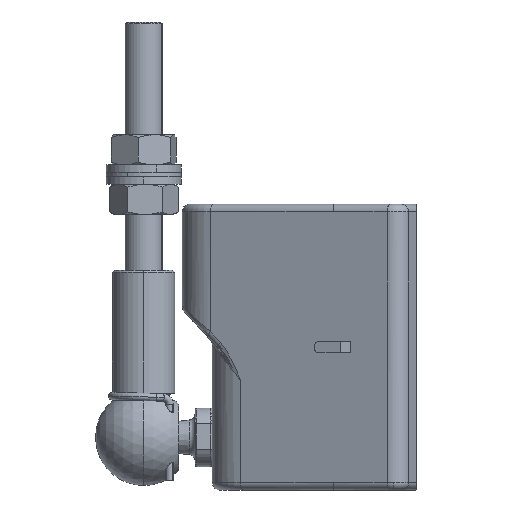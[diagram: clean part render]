
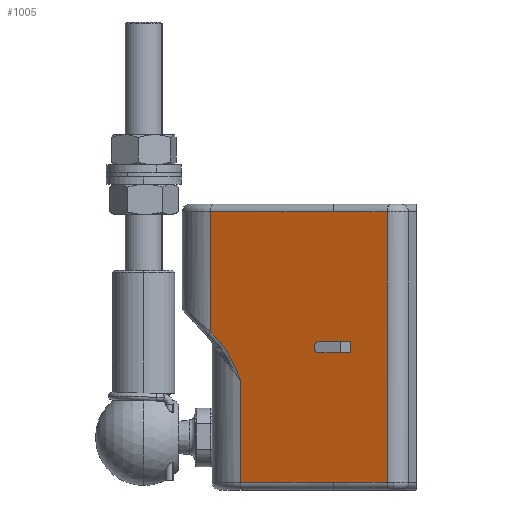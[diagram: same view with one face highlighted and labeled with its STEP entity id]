
A CAD part, left-side view. The second image highlights one B-rep face of the part: STEP entity #1005.
In plain terms, the highlighted planar face has unit normal (-0.927, 0.375, 0).
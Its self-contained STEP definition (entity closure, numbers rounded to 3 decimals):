
#99 = DIRECTION ( 'NONE',  ( -0.265, -0.657, -0.706 ) ) ;
#124 = LINE ( 'NONE', #4814, #2546 ) ;
#142 = ORIENTED_EDGE ( 'NONE', *, *, #12126, .T. ) ;
#151 = FACE_OUTER_BOUND ( 'NONE', #7627, .T. ) ;
#201 = EDGE_CURVE ( 'NONE', #8165, #1997, #9601, .T. ) ;
#588 = CARTESIAN_POINT ( 'NONE',  ( -25.63, 12.797, -22.28 ) ) ;
#670 = CARTESIAN_POINT ( 'NONE',  ( -30.099, 1.735, -19.75 ) ) ;
#768 = LINE ( 'NONE', #12071, #6750 ) ;
#857 = ORIENTED_EDGE ( 'NONE', *, *, #4448, .T. ) ;
#958 = VECTOR ( 'NONE', #5220, 1000. ) ;
#1005 = ADVANCED_FACE ( 'NONE', ( #151, #12326 ), #12256, .T. ) ;
#1033 = VERTEX_POINT ( 'NONE', #6636 ) ;
#1094 = CARTESIAN_POINT ( 'NONE',  ( -31.71, -2.252, -18.25 ) ) ;
#1114 = CARTESIAN_POINT ( 'NONE',  ( -24.721, 15.046, -18.368 ) ) ;
#1146 = ORIENTED_EDGE ( 'NONE', *, *, #1748, .F. ) ;
#1249 = CARTESIAN_POINT ( 'NONE',  ( -24.195, 16.348, -1. ) ) ;
#1276 = EDGE_CURVE ( 'NONE', #10037, #10239, #3531, .T. ) ;
#1601 = CARTESIAN_POINT ( 'NONE',  ( -25.436, 13.277, -21.176 ) ) ;
#1674 = VERTEX_POINT ( 'NONE', #11558 ) ;
#1704 = ORIENTED_EDGE ( 'NONE', *, *, #9845, .T. ) ;
#1713 = DIRECTION ( 'NONE',  ( 0., 0., -1. ) ) ;
#1748 = EDGE_CURVE ( 'NONE', #11756, #1674, #5588, .T. ) ;
#1778 = EDGE_CURVE ( 'NONE', #8674, #9624, #5369, .T. ) ;
#1963 = CARTESIAN_POINT ( 'NONE',  ( -30.8, 0., -1. ) ) ;
#1997 = VERTEX_POINT ( 'NONE', #1114 ) ;
#2184 = EDGE_CURVE ( 'NONE', #1033, #6807, #6441, .T. ) ;
#2190 = DIRECTION ( 'NONE',  ( 0., 0., 1. ) ) ;
#2293 = VECTOR ( 'NONE', #7078, 1000. ) ;
#2410 = ORIENTED_EDGE ( 'NONE', *, *, #2758, .T. ) ;
#2546 = VECTOR ( 'NONE', #11555, 1000. ) ;
#2586 = CARTESIAN_POINT ( 'NONE',  ( -30.8, 0., -37. ) ) ;
#2758 = EDGE_CURVE ( 'NONE', #9743, #1033, #8323, .T. ) ;
#2918 = LINE ( 'NONE', #7792, #6083 ) ;
#3363 = VERTEX_POINT ( 'NONE', #1249 ) ;
#3409 = CARTESIAN_POINT ( 'NONE',  ( -24.851, 14.723, -18.715 ) ) ;
#3531 = CIRCLE ( 'NONE', #3921, 0.7 ) ;
#3539 = CARTESIAN_POINT ( 'NONE',  ( -25.74, 12.524, -22.95 ) ) ;
#3620 = CARTESIAN_POINT ( 'NONE',  ( -24.195, 16.348, -16.968 ) ) ;
#3717 = CARTESIAN_POINT ( 'NONE',  ( -30.8, 0., -37. ) ) ;
#3791 = EDGE_CURVE ( 'NONE', #1674, #10037, #2918, .T. ) ;
#3883 = DIRECTION ( 'NONE',  ( 0.375, 0.927, 0. ) ) ;
#3921 = AXIS2_PLACEMENT_3D ( 'NONE', #11831, #10078, #11897 ) ;
#3970 = DIRECTION ( 'NONE',  ( -0.927, 0.375, 0. ) ) ;
#3986 = CARTESIAN_POINT ( 'NONE',  ( -31.448, -1.603, -36.265 ) ) ;
#4077 = VECTOR ( 'NONE', #10334, 1000. ) ;
#4277 = VERTEX_POINT ( 'NONE', #9201 ) ;
#4347 = CARTESIAN_POINT ( 'NONE',  ( -30.099, 1.735, -18.25 ) ) ;
#4448 = EDGE_CURVE ( 'NONE', #6807, #12103, #7458, .T. ) ;
#4527 = VERTEX_POINT ( 'NONE', #5584 ) ;
#4586 = CARTESIAN_POINT ( 'NONE',  ( -29.837, 2.384, -19.05 ) ) ;
#4799 = ORIENTED_EDGE ( 'NONE', *, *, #7490, .T. ) ;
#4801 = EDGE_LOOP ( 'NONE', ( #11611, #8321, #6328, #10701, #8605, #1146 ) ) ;
#4814 = CARTESIAN_POINT ( 'NONE',  ( -30.8, 0., -1. ) ) ;
#4824 = LINE ( 'NONE', #1963, #6105 ) ;
#5220 = DIRECTION ( 'NONE',  ( 0.375, 0.927, 0. ) ) ;
#5369 = LINE ( 'NONE', #11930, #11176 ) ;
#5584 = CARTESIAN_POINT ( 'NONE',  ( -30.8, 0., -1. ) ) ;
#5588 = CIRCLE ( 'NONE', #7389, 0.7 ) ;
#5734 = ORIENTED_EDGE ( 'NONE', *, *, #8537, .T. ) ;
#5827 = DIRECTION ( 'NONE',  ( 0., 0., 1. ) ) ;
#5878 = EDGE_CURVE ( 'NONE', #4527, #3363, #4824, .T. ) ;
#5910 = B_SPLINE_CURVE_WITH_KNOTS ( 'NONE', 3,
 ( #6336, #3409, #9340, #7214, #10081, #1601, #7162, #588, #11080, #3539, #9156, #11017 ),
 .UNSPECIFIED., .F., .F.,
 ( 4, 2, 2, 2, 2, 4 ),
 ( 0., 0.001, 0.003, 0.004, 0.005, 0.006 ),
 .UNSPECIFIED. ) ;
#6083 = VECTOR ( 'NONE', #11591, 1000. ) ;
#6105 = VECTOR ( 'NONE', #3883, 1000. ) ;
#6128 = DIRECTION ( 'NONE',  ( 0., 0., 1. ) ) ;
#6264 = CARTESIAN_POINT ( 'NONE',  ( -30.8, 0., -37. ) ) ;
#6328 = ORIENTED_EDGE ( 'NONE', *, *, #9679, .F. ) ;
#6336 = CARTESIAN_POINT ( 'NONE',  ( -24.721, 15.046, -18.368 ) ) ;
#6391 = DIRECTION ( 'NONE',  ( -0.375, -0.927, 0. ) ) ;
#6441 = LINE ( 'NONE', #6264, #8279 ) ;
#6636 = CARTESIAN_POINT ( 'NONE',  ( -25.811, 12.348, -37. ) ) ;
#6687 = VECTOR ( 'NONE', #9725, 1000. ) ;
#6750 = VECTOR ( 'NONE', #1713, 1000. ) ;
#6807 = VERTEX_POINT ( 'NONE', #2586 ) ;
#6911 = CARTESIAN_POINT ( 'NONE',  ( -25.811, 12.348, -23.399 ) ) ;
#6927 = LINE ( 'NONE', #10732, #9288 ) ;
#7078 = DIRECTION ( 'NONE',  ( 0., 0., -1. ) ) ;
#7162 = CARTESIAN_POINT ( 'NONE',  ( -25.515, 13.08, -21.614 ) ) ;
#7214 = CARTESIAN_POINT ( 'NONE',  ( -25.17, 13.935, -19.895 ) ) ;
#7389 = AXIS2_PLACEMENT_3D ( 'NONE', #9004, #10116, #8948 ) ;
#7458 = LINE ( 'NONE', #3717, #4077 ) ;
#7490 = EDGE_CURVE ( 'NONE', #4277, #4527, #124, .T. ) ;
#7498 = AXIS2_PLACEMENT_3D ( 'NONE', #7711, #3970, #5827 ) ;
#7541 = ORIENTED_EDGE ( 'NONE', *, *, #2184, .T. ) ;
#7627 = EDGE_LOOP ( 'NONE', ( #4799, #10017, #142, #11998, #1704, #2410, #7541, #857, #5734 ) ) ;
#7711 = CARTESIAN_POINT ( 'NONE',  ( -30.8, 0., -38. ) ) ;
#7792 = CARTESIAN_POINT ( 'NONE',  ( -29.837, 2.384, -19.05 ) ) ;
#8116 = CARTESIAN_POINT ( 'NONE',  ( -30.099, 1.735, -18.25 ) ) ;
#8151 = CARTESIAN_POINT ( 'NONE',  ( -33.695, -7.166, -37. ) ) ;
#8165 = VERTEX_POINT ( 'NONE', #3620 ) ;
#8279 = VECTOR ( 'NONE', #6391, 1000. ) ;
#8321 = ORIENTED_EDGE ( 'NONE', *, *, #1778, .F. ) ;
#8323 = LINE ( 'NONE', #12130, #2293 ) ;
#8537 = EDGE_CURVE ( 'NONE', #12103, #4277, #6927, .T. ) ;
#8605 = ORIENTED_EDGE ( 'NONE', *, *, #3791, .F. ) ;
#8674 = VERTEX_POINT ( 'NONE', #11568 ) ;
#8948 = DIRECTION ( 'NONE',  ( -0.375, -0.927, 0. ) ) ;
#9004 = CARTESIAN_POINT ( 'NONE',  ( -30.099, 1.735, -18.95 ) ) ;
#9029 = LINE ( 'NONE', #4347, #958 ) ;
#9156 = CARTESIAN_POINT ( 'NONE',  ( -25.776, 12.435, -23.176 ) ) ;
#9201 = CARTESIAN_POINT ( 'NONE',  ( -33.695, -7.166, -1. ) ) ;
#9288 = VECTOR ( 'NONE', #2190, 1000. ) ;
#9340 = CARTESIAN_POINT ( 'NONE',  ( -24.964, 14.444, -19.095 ) ) ;
#9601 = LINE ( 'NONE', #3986, #10260 ) ;
#9624 = VERTEX_POINT ( 'NONE', #1094 ) ;
#9679 = EDGE_CURVE ( 'NONE', #10239, #8674, #11587, .T. ) ;
#9725 = DIRECTION ( 'NONE',  ( -0.375, -0.927, 0. ) ) ;
#9743 = VERTEX_POINT ( 'NONE', #6911 ) ;
#9839 = CARTESIAN_POINT ( 'NONE',  ( -30.099, 1.735, -19.75 ) ) ;
#9845 = EDGE_CURVE ( 'NONE', #1997, #9743, #5910, .T. ) ;
#10017 = ORIENTED_EDGE ( 'NONE', *, *, #5878, .T. ) ;
#10037 = VERTEX_POINT ( 'NONE', #4586 ) ;
#10078 = DIRECTION ( 'NONE',  ( -0.927, 0.375, 0. ) ) ;
#10081 = CARTESIAN_POINT ( 'NONE',  ( -25.263, 13.705, -20.315 ) ) ;
#10116 = DIRECTION ( 'NONE',  ( -0.927, 0.375, 0. ) ) ;
#10239 = VERTEX_POINT ( 'NONE', #670 ) ;
#10260 = VECTOR ( 'NONE', #99, 1000. ) ;
#10334 = DIRECTION ( 'NONE',  ( -0.375, -0.927, 0. ) ) ;
#10701 = ORIENTED_EDGE ( 'NONE', *, *, #1276, .F. ) ;
#10732 = CARTESIAN_POINT ( 'NONE',  ( -33.695, -7.166, -76.525 ) ) ;
#11017 = CARTESIAN_POINT ( 'NONE',  ( -25.811, 12.348, -23.399 ) ) ;
#11080 = CARTESIAN_POINT ( 'NONE',  ( -25.667, 12.705, -22.503 ) ) ;
#11176 = VECTOR ( 'NONE', #6128, 1000. ) ;
#11555 = DIRECTION ( 'NONE',  ( 0.375, 0.927, 0. ) ) ;
#11558 = CARTESIAN_POINT ( 'NONE',  ( -29.837, 2.384, -18.95 ) ) ;
#11568 = CARTESIAN_POINT ( 'NONE',  ( -31.71, -2.252, -19.75 ) ) ;
#11587 = LINE ( 'NONE', #9839, #6687 ) ;
#11591 = DIRECTION ( 'NONE',  ( 0., 0., -1. ) ) ;
#11611 = ORIENTED_EDGE ( 'NONE', *, *, #12047, .F. ) ;
#11756 = VERTEX_POINT ( 'NONE', #8116 ) ;
#11831 = CARTESIAN_POINT ( 'NONE',  ( -30.099, 1.735, -19.05 ) ) ;
#11897 = DIRECTION ( 'NONE',  ( 0.375, 0.927, 0. ) ) ;
#11930 = CARTESIAN_POINT ( 'NONE',  ( -31.71, -2.252, -19.75 ) ) ;
#11998 = ORIENTED_EDGE ( 'NONE', *, *, #201, .T. ) ;
#12047 = EDGE_CURVE ( 'NONE', #9624, #11756, #9029, .T. ) ;
#12071 = CARTESIAN_POINT ( 'NONE',  ( -24.195, 16.348, -38. ) ) ;
#12103 = VERTEX_POINT ( 'NONE', #8151 ) ;
#12126 = EDGE_CURVE ( 'NONE', #3363, #8165, #768, .T. ) ;
#12130 = CARTESIAN_POINT ( 'NONE',  ( -25.811, 12.348, -38. ) ) ;
#12256 = PLANE ( 'NONE',  #7498 ) ;
#12326 = FACE_BOUND ( 'NONE', #4801, .T. ) ;
